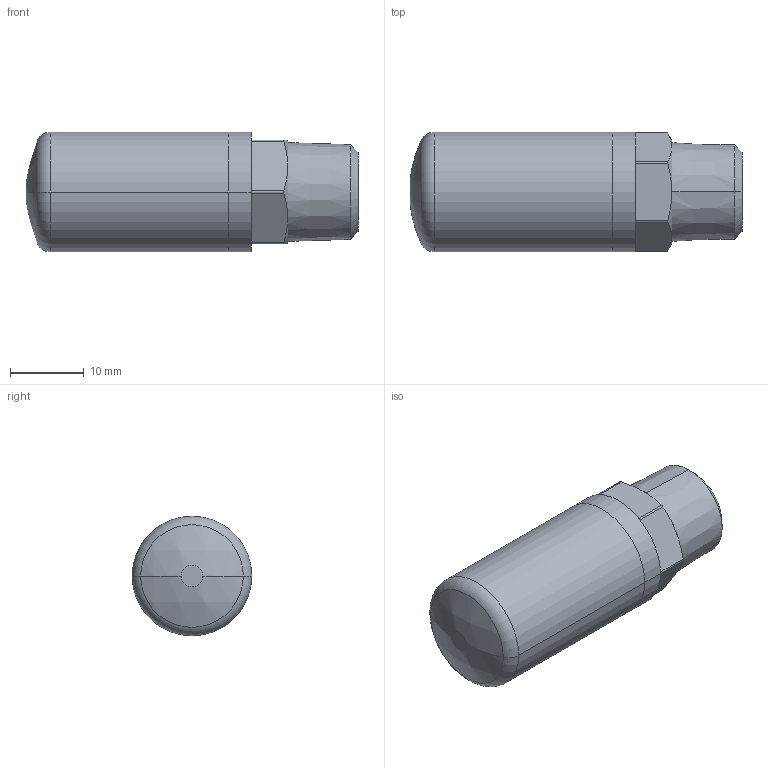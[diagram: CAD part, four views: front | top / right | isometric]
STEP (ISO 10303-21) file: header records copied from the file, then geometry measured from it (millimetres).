
FILE_DESCRIPTION (( 'STEP AP214' ), '1' );
FILE_NAME ('AN20-02.step.step', '2012-01-30T07:42:29', ( 'sysAdmin' ), ( 'SolidWorks' ), 'SwSTEP 2.0', 'SolidWorks 2012', '' );
FILE_SCHEMA (( 'AUTOMOTIVE_DESIGN' ));
Length unit declared in the file: millimetre
Products named in the file (2): AN20-02.step; AN20-02.step_AN Body_20-02
Assembly tree (1 placements, depth 2):
  AN20-02.step
    AN20-02.step_AN Body_20-02
Bounding box: 45 x 16.2 x 16.2 mm (x, y, z)
Volume: 7694.2 mm3; surface area: 2685.1 mm2
Topology: 1 solids, 1 shells, 33 faces, 76 edges, 48 vertices
Faces by surface type: cylinder 12, plane 11, cone 6, torus 2, sphere 2
Entity records: 1070 total; most frequent: CARTESIAN_POINT 255, DIRECTION 168, ORIENTED_EDGE 152, EDGE_CURVE 76, AXIS2_PLACEMENT_3D 69, VERTEX_POINT 48, EDGE_LOOP 36, ADVANCED_FACE 33
